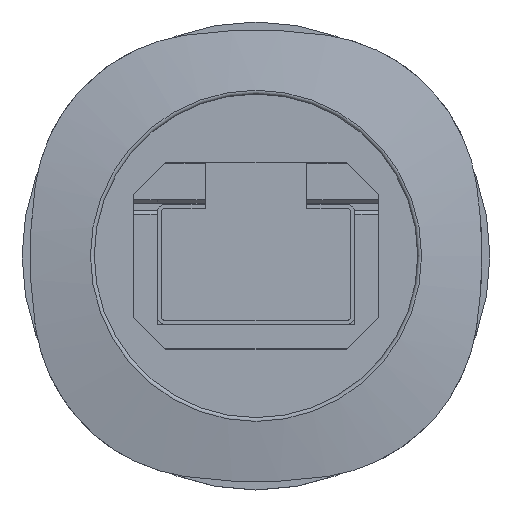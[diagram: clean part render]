
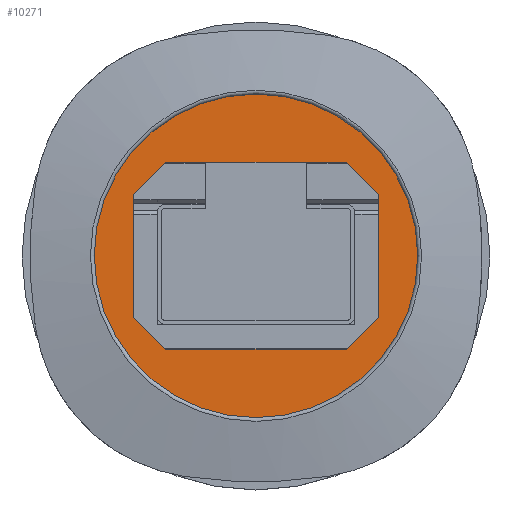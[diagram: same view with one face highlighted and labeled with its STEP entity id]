
A CAD part, top view. The second image highlights one B-rep face of the part: STEP entity #10271.
In plain terms, the highlighted planar face has unit normal (0, 0, 1).
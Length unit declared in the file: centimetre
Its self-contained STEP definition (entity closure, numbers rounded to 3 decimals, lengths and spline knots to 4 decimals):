
#368=FACE_BOUND('',#1462,.T.);
#498=CIRCLE('',#10781,1.0025);
#915=FACE_OUTER_BOUND('',#1461,.T.);
#1461=EDGE_LOOP('',(#8001));
#1462=EDGE_LOOP('',(#8002,#8003,#8004,#8005,#8006,#8007,#8008,#8009));
#2243=LINE('',#17666,#3359);
#2247=LINE('',#17673,#3363);
#2251=LINE('',#17680,#3367);
#2253=LINE('',#17684,#3369);
#2255=LINE('',#17688,#3371);
#2259=LINE('',#17695,#3375);
#2263=LINE('',#17702,#3379);
#2265=LINE('',#17705,#3381);
#3359=VECTOR('',#12103,0.2828);
#3363=VECTOR('',#12109,0.76);
#3367=VECTOR('',#12115,0.2828);
#3369=VECTOR('',#12119,1.12);
#3371=VECTOR('',#12123,0.2828);
#3375=VECTOR('',#12129,0.76);
#3379=VECTOR('',#12135,0.2828);
#3381=VECTOR('',#12139,1.12);
#4617=VERTEX_POINT('',#17641);
#4618=VERTEX_POINT('',#17663);
#4619=VERTEX_POINT('',#17665);
#4621=VERTEX_POINT('',#17672);
#4623=VERTEX_POINT('',#17679);
#4624=VERTEX_POINT('',#17683);
#4625=VERTEX_POINT('',#17687);
#4627=VERTEX_POINT('',#17694);
#4629=VERTEX_POINT('',#17701);
#5751=EDGE_CURVE('',#4617,#4617,#498,.T.);
#5762=EDGE_CURVE('',#4619,#4618,#2243,.T.);
#5766=EDGE_CURVE('',#4621,#4619,#2247,.T.);
#5770=EDGE_CURVE('',#4623,#4621,#2251,.T.);
#5772=EDGE_CURVE('',#4624,#4623,#2253,.T.);
#5774=EDGE_CURVE('',#4625,#4624,#2255,.T.);
#5778=EDGE_CURVE('',#4627,#4625,#2259,.T.);
#5782=EDGE_CURVE('',#4629,#4627,#2263,.T.);
#5784=EDGE_CURVE('',#4618,#4629,#2265,.T.);
#8001=ORIENTED_EDGE('',*,*,#5751,.T.);
#8002=ORIENTED_EDGE('',*,*,#5762,.T.);
#8003=ORIENTED_EDGE('',*,*,#5784,.T.);
#8004=ORIENTED_EDGE('',*,*,#5782,.T.);
#8005=ORIENTED_EDGE('',*,*,#5778,.T.);
#8006=ORIENTED_EDGE('',*,*,#5774,.T.);
#8007=ORIENTED_EDGE('',*,*,#5772,.T.);
#8008=ORIENTED_EDGE('',*,*,#5770,.T.);
#8009=ORIENTED_EDGE('',*,*,#5766,.T.);
#9810=PLANE('',#10841);
#10271=ADVANCED_FACE('',(#915,#368),#9810,.T.);
#10781=AXIS2_PLACEMENT_3D('',#17642,#12069,#12070);
#10841=AXIS2_PLACEMENT_3D('',#21213,#12263,#12264);
#12069=DIRECTION('center_axis',(0.,0.,
1.));
#12070=DIRECTION('ref_axis',(1.,0.,0.));
#12103=DIRECTION('',(-0.707,-0.707,0.));
#12109=DIRECTION('',(0.,-1.,0.));
#12115=DIRECTION('',(0.707,-0.707,0.));
#12119=DIRECTION('',(1.,0.,0.));
#12123=DIRECTION('',(0.707,0.707,0.));
#12129=DIRECTION('',(0.,1.,0.));
#12135=DIRECTION('',(-0.707,0.707,0.));
#12139=DIRECTION('',(-1.,0.,0.));
#12263=DIRECTION('center_axis',(0.,0.,
1.));
#12264=DIRECTION('ref_axis',(0.,1.,0.));
#17641=CARTESIAN_POINT('',(-18.6285,21.7423,0.11));
#17642=CARTESIAN_POINT('Origin',(-19.631,21.7423,0.11));
#17663=CARTESIAN_POINT('',(-19.071,21.1623,0.11));
#17665=CARTESIAN_POINT('',(-18.871,21.3623,0.11));
#17666=CARTESIAN_POINT('',(-18.9407,21.2926,0.11));
#17672=CARTESIAN_POINT('',(-18.871,22.1223,0.11));
#17673=CARTESIAN_POINT('',(-18.871,21.5523,0.11));
#17679=CARTESIAN_POINT('',(-19.071,22.3223,0.11));
#17680=CARTESIAN_POINT('',(-18.8407,22.092,0.11));
#17683=CARTESIAN_POINT('',(-20.191,22.3223,0.11));
#17684=CARTESIAN_POINT('',(-19.1004,22.3223,0.11));
#17687=CARTESIAN_POINT('',(-20.391,22.1223,0.11));
#17688=CARTESIAN_POINT('',(-20.0707,22.4426,0.11));
#17694=CARTESIAN_POINT('',(-20.391,21.3623,0.11));
#17695=CARTESIAN_POINT('',(-20.391,21.9323,0.11));
#17701=CARTESIAN_POINT('',(-20.191,21.1623,0.11));
#17702=CARTESIAN_POINT('',(-20.1707,21.142,0.11));
#17705=CARTESIAN_POINT('',(-19.6604,21.1623,0.11));
#21213=CARTESIAN_POINT('Origin',(-19.1297,21.7423,0.11));
